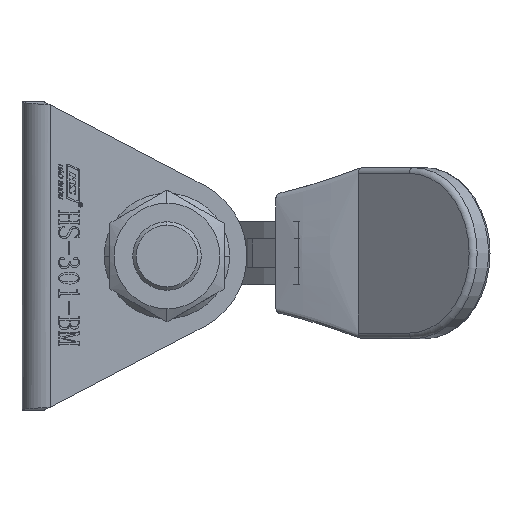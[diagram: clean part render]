
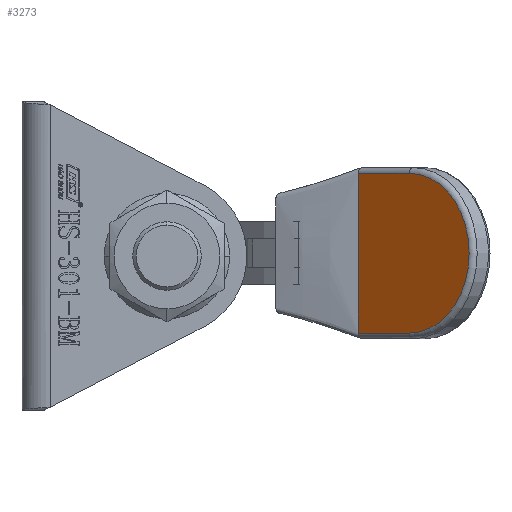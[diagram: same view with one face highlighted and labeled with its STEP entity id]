
A CAD part, left-side view. The second image highlights one B-rep face of the part: STEP entity #3273.
In plain terms, the highlighted face is planar.
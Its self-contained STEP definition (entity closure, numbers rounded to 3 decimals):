
#3273 = ADVANCED_FACE ( 'NONE', ( #21204 ), #6471, .F. ) ;
#3987 = VERTEX_POINT ( 'NONE', #8411 ) ;
#3992 = VERTEX_POINT ( 'NONE', #8415 ) ;
#3995 = VERTEX_POINT ( 'NONE', #8416 ) ;
#4006 = VERTEX_POINT ( 'NONE', #8424 ) ;
#6219 = AXIS2_PLACEMENT_3D ( 'NONE', #6464, #6473, #6474 ) ;
#6464 = CARTESIAN_POINT ( 'NONE',  ( 0., 6., 1.25 ) ) ;
#6471 = PLANE ( 'NONE',  #6219 ) ;
#6473 = DIRECTION ( 'NONE',  ( 0., 0., -1. ) ) ;
#6474 = DIRECTION ( 'NONE',  ( -1., 0., 0. ) ) ;
#8411 = CARTESIAN_POINT ( 'NONE',  ( -7., 0., 1.25 ) ) ;
#8415 = CARTESIAN_POINT ( 'NONE',  ( 7., 0., 1.25 ) ) ;
#8416 = CARTESIAN_POINT ( 'NONE',  ( 7., 6., 1.25 ) ) ;
#8424 = CARTESIAN_POINT ( 'NONE',  ( -7., 6., 1.25 ) ) ;
#9293 = AXIS2_PLACEMENT_3D ( 'NONE', #17703, #17704, #17705 ) ;
#15934 = LINE ( 'NONE', #17668, #15935 ) ;
#15935 = VECTOR ( 'NONE', #17670, 1000. ) ;
#15952 = LINE ( 'NONE', #17700, #15955 ) ;
#15954 = CIRCLE ( 'NONE', #9293, 7. ) ;
#15955 = VECTOR ( 'NONE', #17701, 1000. ) ;
#15956 = LINE ( 'NONE', #17685, #15958 ) ;
#15958 = VECTOR ( 'NONE', #17686, 1000. ) ;
#17668 = CARTESIAN_POINT ( 'NONE',  ( 0., 0., 1.25 ) ) ;
#17670 = DIRECTION ( 'NONE',  ( 1., 0., 0. ) ) ;
#17685 = CARTESIAN_POINT ( 'NONE',  ( -7., 6., 1.25 ) ) ;
#17686 = DIRECTION ( 'NONE',  ( 0., -1., 0. ) ) ;
#17700 = CARTESIAN_POINT ( 'NONE',  ( 7., 6., 1.25 ) ) ;
#17701 = DIRECTION ( 'NONE',  ( 0., 1., 0. ) ) ;
#17703 = CARTESIAN_POINT ( 'NONE',  ( 0., 6., 1.25 ) ) ;
#17704 = DIRECTION ( 'NONE',  ( 0., 0., 1. ) ) ;
#17705 = DIRECTION ( 'NONE',  ( -1., 0., 0. ) ) ;
#18579 = EDGE_CURVE ( 'NONE', #3987, #3992, #15934, .T. ) ;
#18591 = EDGE_CURVE ( 'NONE', #3992, #3995, #15952, .T. ) ;
#18592 = EDGE_CURVE ( 'NONE', #3995, #4006, #15954, .T. ) ;
#18593 = EDGE_CURVE ( 'NONE', #4006, #3987, #15956, .T. ) ;
#19825 = ORIENTED_EDGE ( 'NONE', *, *, #18579, .T. ) ;
#19826 = ORIENTED_EDGE ( 'NONE', *, *, #18591, .T. ) ;
#19827 = ORIENTED_EDGE ( 'NONE', *, *, #18592, .T. ) ;
#19828 = ORIENTED_EDGE ( 'NONE', *, *, #18593, .T. ) ;
#21204 = FACE_OUTER_BOUND ( 'NONE', #23592, .T. ) ;
#23592 = EDGE_LOOP ( 'NONE', ( #19825, #19826, #19827, #19828 ) ) ;
